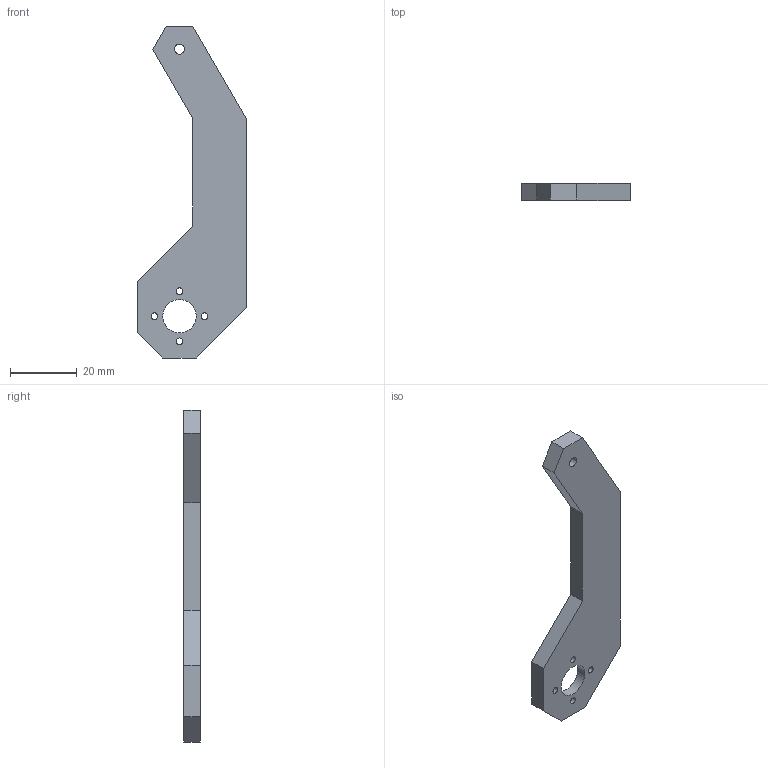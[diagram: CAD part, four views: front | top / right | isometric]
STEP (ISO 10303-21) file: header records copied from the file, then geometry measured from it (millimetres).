
FILE_DESCRIPTION(('FreeCAD Model'),'2;1');
FILE_NAME('servoBar.step', '2016-01-29T14:02:16',(''),(''),'Open CASCADE STEP processor 6.8', 'FreeCAD','Unknown');
FILE_SCHEMA(('AUTOMOTIVE_DESIGN_CC2 { 1 2 10303 214 -1 1 5 4 }'));
Length unit declared in the file: millimetre
Products named in the file (2): ASSEMBLY; Pad001007004004002003004004002010015
Assembly tree (1 placements, depth 2):
  ASSEMBLY
    Pad001007004004002003004004002010015
Bounding box: 32.5 x 5 x 99.43 mm (x, y, z)
Volume: 8551.1 mm3; surface area: 5249.1 mm2
Topology: 1 solids, 1 shells, 21 faces, 58 edges, 40 vertices
Faces by surface type: plane 14, cylinder 7
Full cylindrical faces by diameter (mm): 2 x4, 3 x1, 10 x1, 23 x1
Entity records: 1520 total; most frequent: CARTESIAN_POINT 288, DIRECTION 227, LINE 135, VECTOR 135, ORIENTED_EDGE 116, PCURVE 116, DEFINITIONAL_REPRESENTATION 116, EDGE_CURVE 58
